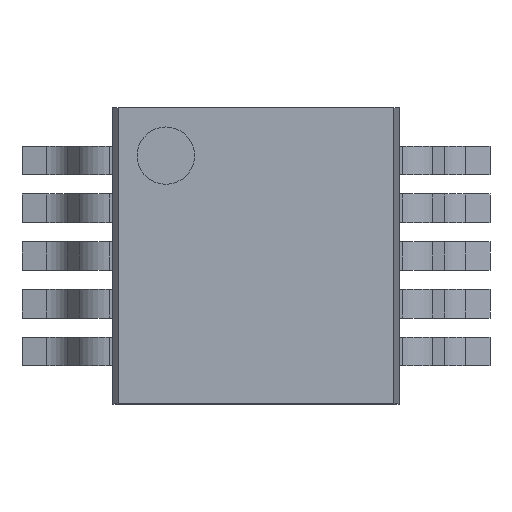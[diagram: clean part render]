
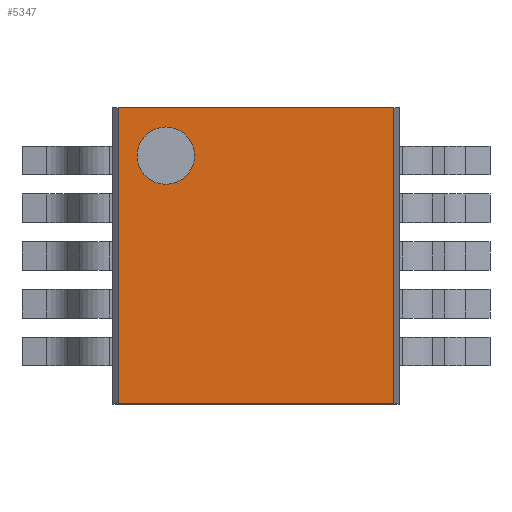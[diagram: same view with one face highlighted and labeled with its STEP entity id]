
A CAD part, top view. The second image highlights one B-rep face of the part: STEP entity #5347.
In plain terms, the highlighted planar face has unit normal (0, 0, 1).
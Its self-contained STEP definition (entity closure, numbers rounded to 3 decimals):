
#4880=CARTESIAN_POINT('',(-1.244,1.05,1.1));
#4881=VERTEX_POINT('',#4880);
#4890=CARTESIAN_POINT('',(-0.644,1.05,1.1));
#4891=VERTEX_POINT('',#4890);
#4892=CARTESIAN_POINT('',(-0.944,1.05,1.1));
#4893=DIRECTION('',(0.0,0.0,-1.0));
#4894=DIRECTION('',(-1.0,0.0,0.0));
#4895=AXIS2_PLACEMENT_3D('',#4892,#4893,#4894);
#4896=CIRCLE('',#4895,0.3);
#4897=EDGE_CURVE('',#4891,#4881,#4896,.T.);
#4987=CARTESIAN_POINT('',(1.444,-1.55,1.1));
#4988=VERTEX_POINT('',#4987);
#4995=CARTESIAN_POINT('',(-1.444,-1.55,1.1));
#4996=VERTEX_POINT('',#4995);
#4997=CARTESIAN_POINT('',(-1.444,-1.55,1.1));
#4998=DIRECTION('',(1.0,0.0,0.0));
#4999=VECTOR('',#4998,2.889);
#5000=LINE('',#4997,#4999);
#5001=EDGE_CURVE('',#4996,#4988,#5000,.T.);
#5071=CARTESIAN_POINT('',(-1.444,1.55,1.1));
#5072=VERTEX_POINT('',#5071);
#5079=CARTESIAN_POINT('',(1.444,1.55,1.1));
#5080=VERTEX_POINT('',#5079);
#5081=CARTESIAN_POINT('',(1.444,1.55,1.1));
#5082=DIRECTION('',(-1.0,0.0,0.0));
#5083=VECTOR('',#5082,2.889);
#5084=LINE('',#5081,#5083);
#5085=EDGE_CURVE('',#5080,#5072,#5084,.T.);
#5273=CARTESIAN_POINT('',(-0.944,1.05,1.1));
#5274=DIRECTION('',(0.0,0.0,-1.0));
#5275=DIRECTION('',(-1.0,0.0,0.0));
#5276=AXIS2_PLACEMENT_3D('',#5273,#5274,#5275);
#5277=CIRCLE('',#5276,0.3);
#5278=EDGE_CURVE('',#4881,#4891,#5277,.T.);
#5316=CARTESIAN_POINT('',(1.444,-1.55,1.1));
#5317=DIRECTION('',(0.0,1.0,0.0));
#5318=VECTOR('',#5317,3.1);
#5319=LINE('',#5316,#5318);
#5320=EDGE_CURVE('',#4988,#5080,#5319,.T.);
#5327=CARTESIAN_POINT('',(1.444,-1.55,1.1));
#5328=DIRECTION('',(0.0,0.0,1.0));
#5329=DIRECTION('',(1.0,0.0,0.0));
#5330=AXIS2_PLACEMENT_3D('',#5327,#5328,#5329);
#5331=PLANE('',#5330);
#5332=ORIENTED_EDGE('',*,*,#5085,.T.);
#5333=CARTESIAN_POINT('',(-1.444,-1.55,1.1));
#5334=DIRECTION('',(0.0,1.0,0.0));
#5335=VECTOR('',#5334,3.1);
#5336=LINE('',#5333,#5335);
#5337=EDGE_CURVE('',#4996,#5072,#5336,.T.);
#5338=ORIENTED_EDGE('',*,*,#5337,.F.);
#5339=ORIENTED_EDGE('',*,*,#5001,.T.);
#5340=ORIENTED_EDGE('',*,*,#5320,.T.);
#5341=EDGE_LOOP('',(#5332,#5338,#5339,#5340));
#5342=FACE_OUTER_BOUND('',#5341,.T.);
#5343=ORIENTED_EDGE('',*,*,#5278,.T.);
#5344=ORIENTED_EDGE('',*,*,#4897,.T.);
#5345=EDGE_LOOP('',(#5343,#5344));
#5346=FACE_BOUND('',#5345,.T.);
#5347=ADVANCED_FACE('',(#5342,#5346),#5331,.T.);
